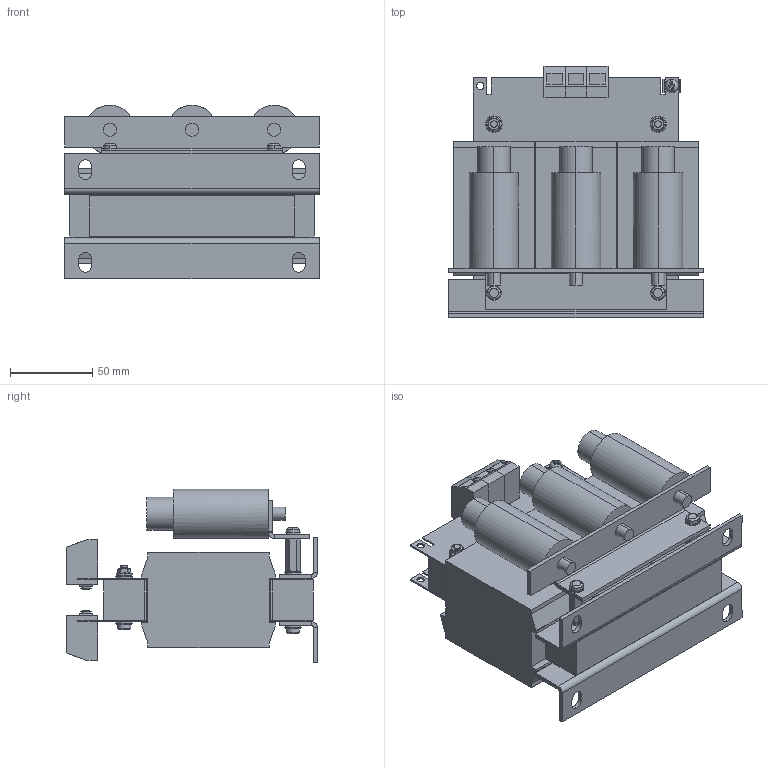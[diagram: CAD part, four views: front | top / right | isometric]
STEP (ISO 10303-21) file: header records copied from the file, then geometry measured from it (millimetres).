
FILE_DESCRIPTION (( 'STEP AP214' ), '1' );
FILE_NAME ('146507.STEP', '2020-05-29T02:57:57', ( '' ), ( '' ), 'SwSTEP 2.0', 'SolidWorks 2018', '' );
FILE_SCHEMA (( 'AUTOMOTIVE_DESIGN' ));
Length unit declared in the file: millimetre
Products named in the file (1): 146507
Bounding box: 155 x 152.95 x 105.8 mm (x, y, z)
Volume: 1054489.6 mm3; surface area: 164335.3 mm2
Topology: 1 solids, 1 shells, 653 faces, 1622 edges, 1014 vertices
Faces by surface type: plane 455, cylinder 122, cone 44, sphere 12, bspline 12, torus 8
Entity records: 19622 total; most frequent: CARTESIAN_POINT 4122, ORIENTED_EDGE 3236, DIRECTION 3122, EDGE_CURVE 1618, LINE 1094, VECTOR 1094, VERTEX_POINT 1014, AXIS2_PLACEMENT_3D 1014
